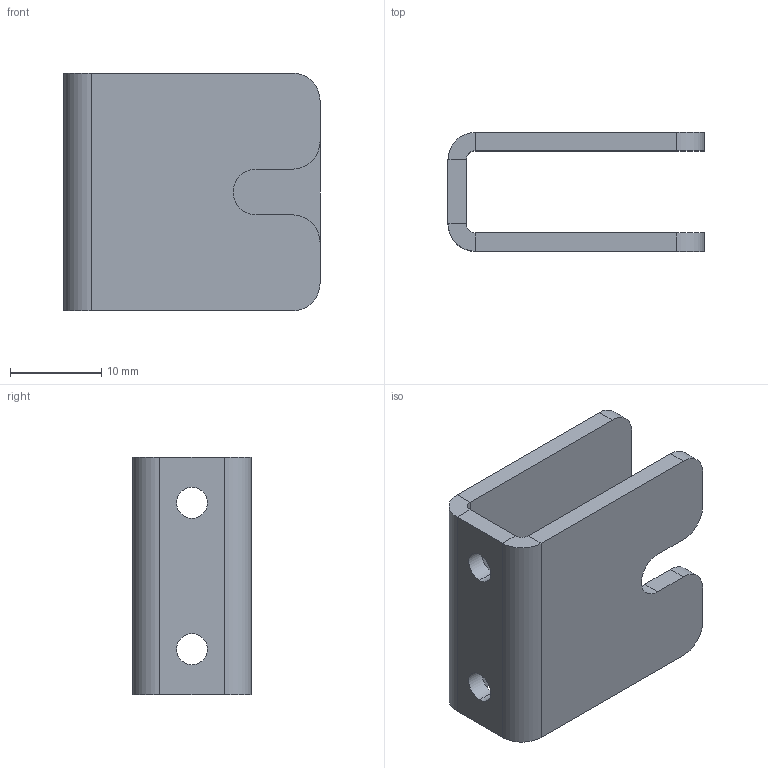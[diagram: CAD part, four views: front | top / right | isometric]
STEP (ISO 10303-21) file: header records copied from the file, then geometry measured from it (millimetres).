
FILE_DESCRIPTION (( 'STEP AP214' ), '1' );
FILE_NAME ('MS001-C.08.004JS.1.1-MS001-C菁脯嘐隅鍼踢3.step', '2022-03-07T06:32:26', ( 'Admin' ), ( '' ), 'SwSTEP 2.0', 'SolidWorks 2016', '' );
FILE_SCHEMA (( 'AUTOMOTIVE_DESIGN' ));
Length unit declared in the file: millimetre
Products named in the file (1): MS001-C.08.004JS.1.1-MS001-C菁脯嘐隅鍼踢3
Bounding box: 28 x 13 x 26 mm (x, y, z)
Volume: 3141.6 mm3; surface area: 3559.7 mm2
Topology: 1 solids, 1 shells, 36 faces, 86 edges, 52 vertices
Faces by surface type: plane 21, cylinder 15
Entity records: 1074 total; most frequent: DIRECTION 190, CARTESIAN_POINT 175, ORIENTED_EDGE 172, EDGE_CURVE 86, AXIS2_PLACEMENT_3D 67, LINE 56, VECTOR 56, VERTEX_POINT 52
